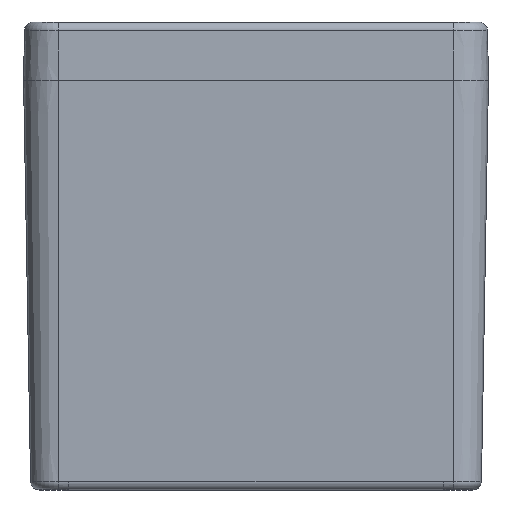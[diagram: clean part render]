
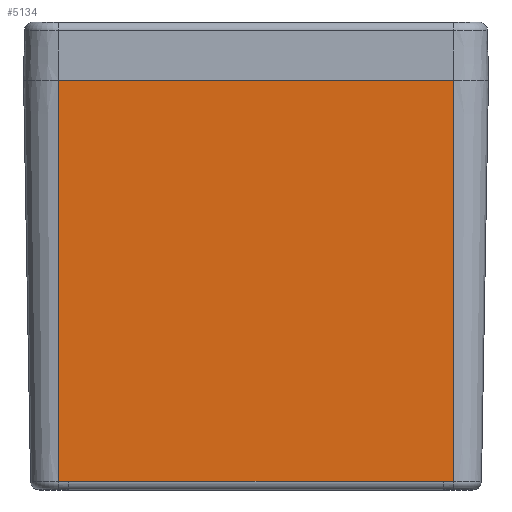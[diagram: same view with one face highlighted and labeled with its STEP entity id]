
A CAD part, left-side view. The second image highlights one B-rep face of the part: STEP entity #5134.
In plain terms, the highlighted planar face has unit normal (-1, 0, -0.018).
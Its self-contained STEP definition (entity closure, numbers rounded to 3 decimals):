
#737=CARTESIAN_POINT('',(-58.795,32.21,-69.026));
#738=VERTEX_POINT('',#737);
#756=CARTESIAN_POINT('',(-58.795,-32.21,-69.026));
#757=VERTEX_POINT('',#756);
#765=CARTESIAN_POINT('',(-58.795,-32.21,-69.026));
#766=DIRECTION('',(0.0,1.0,0.0));
#767=VECTOR('',#766,64.421);
#768=LINE('',#765,#767);
#769=EDGE_CURVE('',#757,#738,#768,.T.);
#791=CARTESIAN_POINT('',(-58.795,34.,-69.026));
#792=VERTEX_POINT('',#791);
#793=CARTESIAN_POINT('',(-58.795,32.21,-69.026));
#794=DIRECTION('',(0.0,1.0,0.0));
#795=VECTOR('',#794,1.79);
#796=LINE('',#793,#795);
#797=EDGE_CURVE('',#738,#792,#796,.T.);
#849=CARTESIAN_POINT('',(-58.795,-34.,-69.026));
#850=VERTEX_POINT('',#849);
#858=CARTESIAN_POINT('',(-58.795,-34.,-69.026));
#859=DIRECTION('',(0.0,1.0,0.0));
#860=VECTOR('',#859,1.79);
#861=LINE('',#858,#860);
#862=EDGE_CURVE('',#850,#757,#861,.T.);
#1213=CARTESIAN_POINT('',(-60.,-34.,0.0));
#1214=VERTEX_POINT('',#1213);
#1222=CARTESIAN_POINT('',(-60.,-34.,0.0));
#1223=DIRECTION('',(0.017,0.0,-1.));
#1224=VECTOR('',#1223,69.037);
#1225=LINE('',#1222,#1224);
#1226=EDGE_CURVE('',#1214,#850,#1225,.T.);
#5097=CARTESIAN_POINT('',(-60.,34.,0.0));
#5098=VERTEX_POINT('',#5097);
#5099=CARTESIAN_POINT('',(-60.,34.,0.0));
#5100=DIRECTION('',(0.017,0.0,-1.));
#5101=VECTOR('',#5100,69.037);
#5102=LINE('',#5099,#5101);
#5103=EDGE_CURVE('',#5098,#792,#5102,.T.);
#5116=CARTESIAN_POINT('',(-60.,34.,0.0));
#5117=DIRECTION('',(-1.,0.0,-0.017));
#5118=DIRECTION('',(0.0,1.0,0.0));
#5119=AXIS2_PLACEMENT_3D('',#5116,#5117,#5118);
#5120=PLANE('',#5119);
#5121=ORIENTED_EDGE('',*,*,#862,.F.);
#5122=ORIENTED_EDGE('',*,*,#1226,.F.);
#5123=CARTESIAN_POINT('',(-60.,-34.,0.0));
#5124=DIRECTION('',(0.0,1.0,0.0));
#5125=VECTOR('',#5124,68.);
#5126=LINE('',#5123,#5125);
#5127=EDGE_CURVE('',#1214,#5098,#5126,.T.);
#5128=ORIENTED_EDGE('',*,*,#5127,.T.);
#5129=ORIENTED_EDGE('',*,*,#5103,.T.);
#5130=ORIENTED_EDGE('',*,*,#797,.F.);
#5131=ORIENTED_EDGE('',*,*,#769,.F.);
#5132=EDGE_LOOP('',(#5121,#5122,#5128,#5129,#5130,#5131));
#5133=FACE_OUTER_BOUND('',#5132,.T.);
#5134=ADVANCED_FACE('',(#5133),#5120,.T.);
